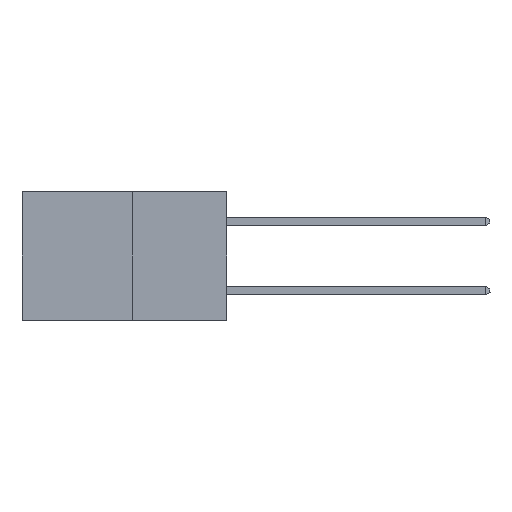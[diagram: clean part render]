
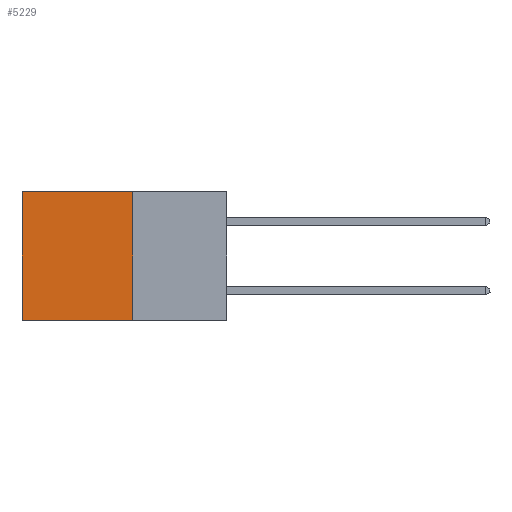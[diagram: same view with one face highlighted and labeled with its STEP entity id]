
A CAD part, left-side view. The second image highlights one B-rep face of the part: STEP entity #5229.
In plain terms, the highlighted planar face has unit normal (-1, 0, 0).
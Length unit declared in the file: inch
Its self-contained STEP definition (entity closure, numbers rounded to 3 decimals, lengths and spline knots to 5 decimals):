
#305 = EDGE_CURVE ( 'NONE', #8288, #7851, #8568, .T. ) ;
#1079 = DIRECTION ( 'NONE',  ( 0., 1., 0. ) ) ;
#1139 = VECTOR ( 'NONE', #3418, 39.37008 ) ;
#1353 = CARTESIAN_POINT ( 'NONE',  ( 0.277, 0.59, -0.37 ) ) ;
#1357 = VERTEX_POINT ( 'NONE', #1484 ) ;
#1484 = CARTESIAN_POINT ( 'NONE',  ( 0.277, 0.27, 0. ) ) ;
#2642 = EDGE_LOOP ( 'NONE', ( #6411, #6429, #6492, #10545 ) ) ;
#3418 = DIRECTION ( 'NONE',  ( 0., 0., -1. ) ) ;
#3541 = VECTOR ( 'NONE', #1079, 39.37008 ) ;
#3619 = FACE_OUTER_BOUND ( 'NONE', #2642, .T. ) ;
#3686 = LINE ( 'NONE', #6952, #1139 ) ;
#4196 = VECTOR ( 'NONE', #6529, 39.37008 ) ;
#4669 = CARTESIAN_POINT ( 'NONE',  ( 0.277, 0.27, -0.37 ) ) ;
#4837 = CARTESIAN_POINT ( 'NONE',  ( 0.277, 0.27, 0. ) ) ;
#4857 = DIRECTION ( 'NONE',  ( 0., 0., -1. ) ) ;
#4986 = DIRECTION ( 'NONE',  ( 1., 0., 0. ) ) ;
#5091 = CARTESIAN_POINT ( 'NONE',  ( 0.277, 0.27, -0.37 ) ) ;
#5101 = PLANE ( 'NONE',  #9745 ) ;
#5229 = ADVANCED_FACE ( 'NONE', ( #3619 ), #5101, .F. ) ;
#5520 = VECTOR ( 'NONE', #5652, 39.37008 ) ;
#5652 = DIRECTION ( 'NONE',  ( 0., 0., -1. ) ) ;
#5934 = LINE ( 'NONE', #4837, #3541 ) ;
#6411 = ORIENTED_EDGE ( 'NONE', *, *, #11116, .T. ) ;
#6429 = ORIENTED_EDGE ( 'NONE', *, *, #305, .F. ) ;
#6492 = ORIENTED_EDGE ( 'NONE', *, *, #10695, .F. ) ;
#6529 = DIRECTION ( 'NONE',  ( 0., 1., 0. ) ) ;
#6888 = VERTEX_POINT ( 'NONE', #11329 ) ;
#6952 = CARTESIAN_POINT ( 'NONE',  ( 0.277, 0.59, -0.37 ) ) ;
#7563 = LINE ( 'NONE', #9883, #5520 ) ;
#7851 = VERTEX_POINT ( 'NONE', #1353 ) ;
#8288 = VERTEX_POINT ( 'NONE', #4669 ) ;
#8462 = EDGE_CURVE ( 'NONE', #1357, #6888, #5934, .T. ) ;
#8568 = LINE ( 'NONE', #11139, #4196 ) ;
#9745 = AXIS2_PLACEMENT_3D ( 'NONE', #5091, #4986, #4857 ) ;
#9883 = CARTESIAN_POINT ( 'NONE',  ( 0.277, 0.27, -0.37 ) ) ;
#10545 = ORIENTED_EDGE ( 'NONE', *, *, #8462, .T. ) ;
#10695 = EDGE_CURVE ( 'NONE', #1357, #8288, #7563, .T. ) ;
#11116 = EDGE_CURVE ( 'NONE', #6888, #7851, #3686, .T. ) ;
#11139 = CARTESIAN_POINT ( 'NONE',  ( 0.277, 0.27, -0.37 ) ) ;
#11329 = CARTESIAN_POINT ( 'NONE',  ( 0.277, 0.59, 0. ) ) ;
